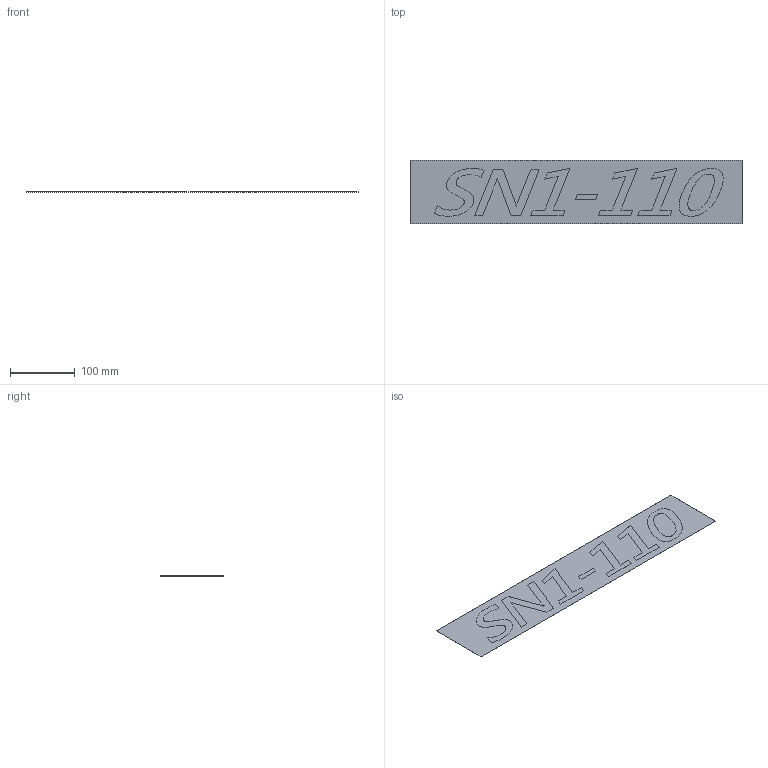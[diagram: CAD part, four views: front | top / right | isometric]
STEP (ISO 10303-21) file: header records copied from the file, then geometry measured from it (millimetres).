
FILE_DESCRIPTION (( 'STEP AP203' ), '1' );
FILE_NAME ('412N52-型式貼紙.STEP', '2023-10-02T08:48:13', ( '' ), ( '' ), 'SwSTEP 2.0', 'SolidWorks 2018', '' );
FILE_SCHEMA (( 'CONFIG_CONTROL_DESIGN' ));
Length unit declared in the file: millimetre
Products named in the file (1): 412N52-型式貼紙
Bounding box: 514 x 98.1 x 0.1 mm (x, y, z)
Volume: 4817.8 mm3; surface area: 101012.4 mm2
Topology: 1 solids, 1 shells, 86 faces, 228 edges, 152 vertices
Faces by surface type: plane 62, bspline 24
Entity records: 4113 total; most frequent: CARTESIAN_POINT 2059, ORIENTED_EDGE 456, DIRECTION 306, EDGE_CURVE 228, LINE 180, VECTOR 180, VERTEX_POINT 152, EDGE_LOOP 94
